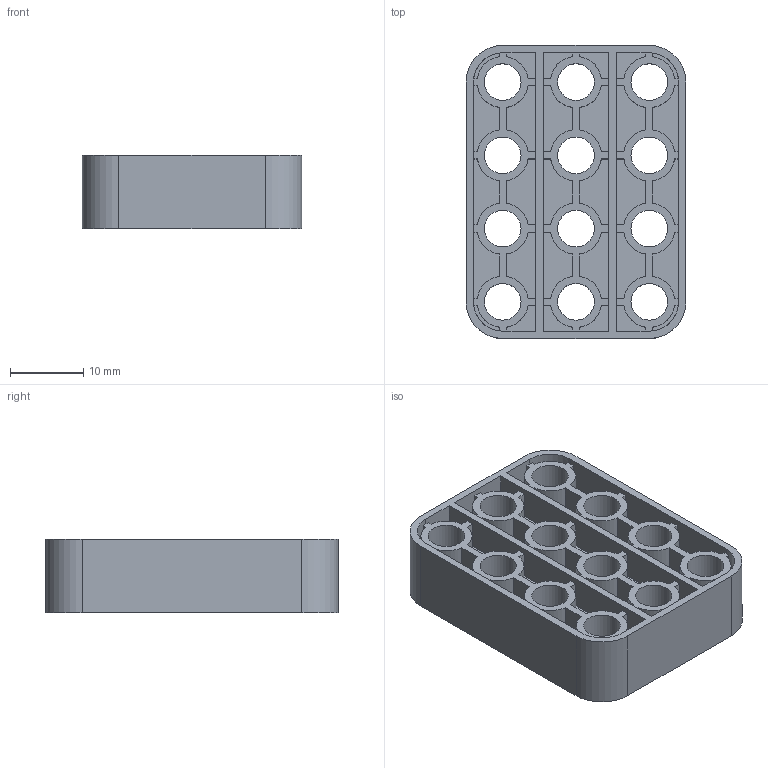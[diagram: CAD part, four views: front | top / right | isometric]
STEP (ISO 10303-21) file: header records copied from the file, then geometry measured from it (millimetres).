
FILE_DESCRIPTION(/* description */ (''),/* implementation_level */ '2;1');
FILE_NAME(/* name */ 'S4x3.stp',/* time_stamp */ '2019-02-13T21:39:53+01:00',/* author */ ('Varga Daniel'),/* organization */ (''),/* preprocessor_version */ 'ST-DEVELOPER v17.2',/* originating_system */ 'Autodesk Inventor 2019',/* authorisation */ '');
FILE_SCHEMA (('AUTOMOTIVE_DESIGN { 1 0 10303 214 3 1 1 }'));
Length unit declared in the file: millimetre
Products named in the file (1): S4x3
Bounding box: 30 x 40 x 10 mm (x, y, z)
Volume: 4829.2 mm3; surface area: 9379.5 mm2
Topology: 1 solids, 1 shells, 372 faces, 1092 edges, 728 vertices
Faces by surface type: plane 252, cylinder 120
Full cylindrical faces by diameter (mm): 5 x12
Entity records: 12822 total; most frequent: CARTESIAN_POINT 2193, ORIENTED_EDGE 2184, DIRECTION 2094, EDGE_CURVE 1092, LINE 836, VECTOR 836, VERTEX_POINT 728, AXIS2_PLACEMENT_3D 629
